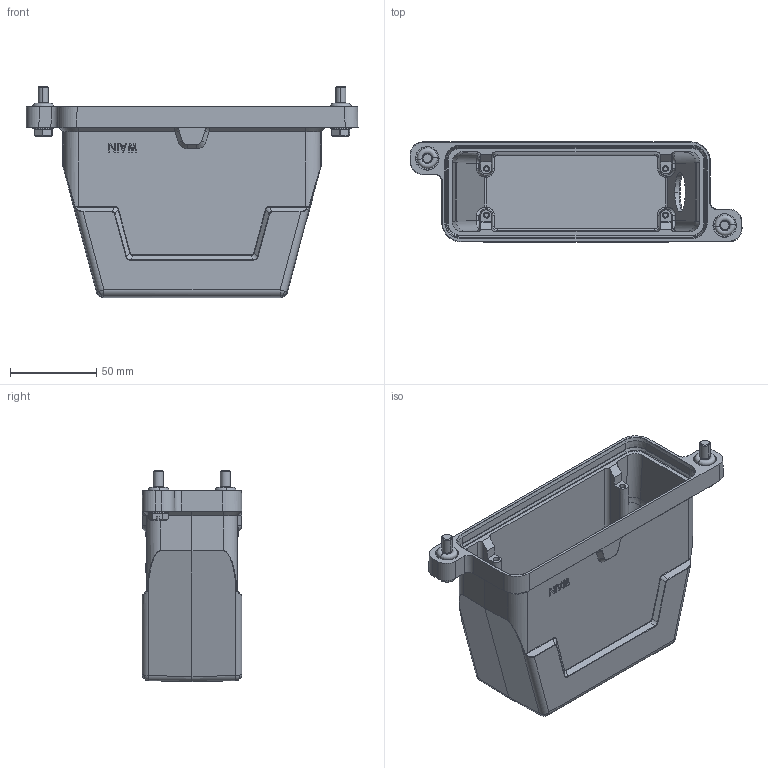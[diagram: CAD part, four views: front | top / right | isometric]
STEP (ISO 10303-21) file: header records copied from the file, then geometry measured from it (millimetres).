
FILE_DESCRIPTION(/* description */ (''),/* implementation_level */ '2;1');
FILE_NAME(/* name */ '3D_1136245205003_HP24B_H-SEH-2S-M25_V1.1.STP',/* time_stamp */ '2024-01-06T14:51:16+08:00',/* author */ (''),/* organization */ (''),/* preprocessor_version */ 'ST-DEVELOPER v18.1',/* originating_system */ 'SIEMENS PLM Software NX 1980',/* authorisation */ '');
FILE_SCHEMA (('AUTOMOTIVE_DESIGN { 1 0 10303 214 3 1 1 1 }'));
Length unit declared in the file: millimetre
Products named in the file (1): 3D_1136245205003_HP24B_H-SEH-2S-M25_V1.0_stp
Bounding box: 193 x 58 x 122.7 mm (x, y, z)
Volume: 234527 mm3; surface area: 101352.6 mm2
Topology: 3 solids, 3 shells, 548 faces, 1327 edges, 816 vertices
Faces by surface type: plane 239, cylinder 145, cone 72, torus 48, bspline 28, sphere 16
Entity records: 19460 total; most frequent: CARTESIAN_POINT 7469, ORIENTED_EDGE 2654, DIRECTION 2206, EDGE_CURVE 1327, VERTEX_POINT 816, AXIS2_PLACEMENT_3D 757, LINE 692, VECTOR 692
